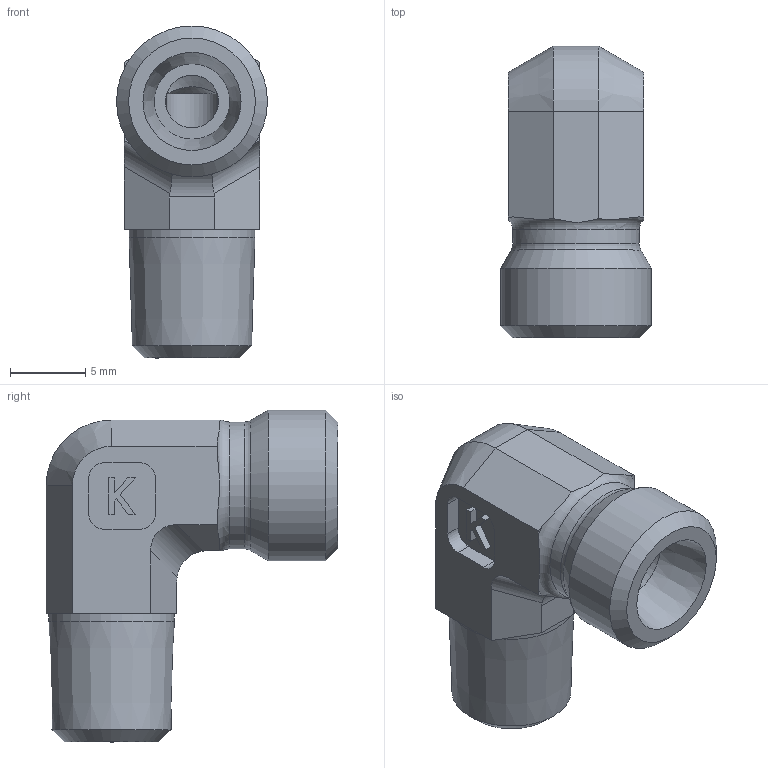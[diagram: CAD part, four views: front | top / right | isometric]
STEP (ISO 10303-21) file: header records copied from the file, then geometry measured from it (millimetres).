
FILE_DESCRIPTION((''),'2;1');
FILE_NAME('21001050810.stp','2014-08-27T10:41:08',(''),('KNOMI spol. s r. o.'),'Autodesk Inventor 2012','Autodesk Inventor 2012','');
FILE_SCHEMA(('AUTOMOTIVE_DESIGN { 1 2 10303 214 0 1 1 1 }'));
Length unit declared in the file: millimetre
Products named in the file (1): LHCM1 5LLMkuž M8x1/M10x1
Bounding box: 10 x 19.33 x 22 mm (x, y, z)
Volume: 1613.6 mm3; surface area: 1395.4 mm2
Topology: 1 solids, 1 shells, 74 faces, 180 edges, 112 vertices
Faces by surface type: plane 40, cylinder 18, cone 14, torus 2
Full cylindrical faces by diameter (mm): 3.5 x2, 5 x1, 8.344 x1, 8.4 x1, 10 x1
Entity records: 2146 total; most frequent: CARTESIAN_POINT 448, DIRECTION 352, ORIENTED_EDGE 324, EDGE_CURVE 162, AXIS2_PLACEMENT_3D 128, VERTEX_POINT 108, VECTOR 96, LINE 96
